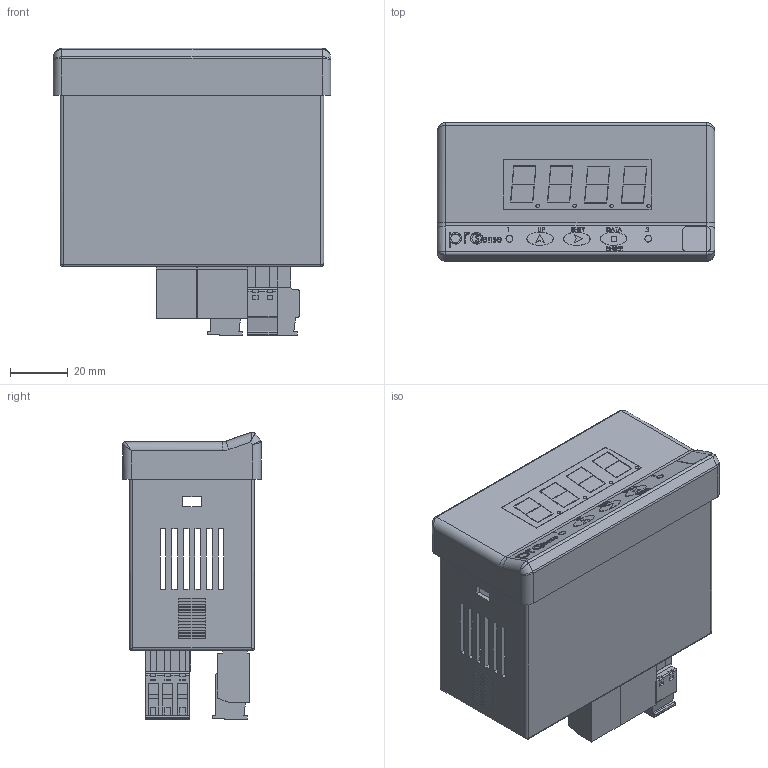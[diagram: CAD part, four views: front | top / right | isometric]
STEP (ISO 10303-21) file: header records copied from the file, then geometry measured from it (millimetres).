
FILE_DESCRIPTION (( 'STEP AP214' ), '1' );
FILE_NAME ('DPM2-P Coord fXT.STEP', '2020-03-30T15:40:21', ( '' ), ( '' ), 'SwSTEP 2.0', 'SolidWorks 2017', '' );
FILE_SCHEMA (( 'AUTOMOTIVE_DESIGN' ));
Length unit declared in the file: inch
Products named in the file (1): DPM2-P Coord fXT
Bounding box: 96 x 48 x 99.47 mm (x, y, z)
Volume: 88365.7 mm3; surface area: 64377.6 mm2
Topology: 10 solids, 10 shells, 1974 faces, 5133 edges, 3381 vertices
Faces by surface type: plane 1519, cylinder 293, bspline 144, cone 16, torus 2
Entity records: 73147 total; most frequent: CARTESIAN_POINT 17659, ORIENTED_EDGE 10246, DIRECTION 9065, EDGE_CURVE 5123, LINE 4267, VECTOR 4267, VERTEX_POINT 3381, AXIS2_PLACEMENT_3D 2399
